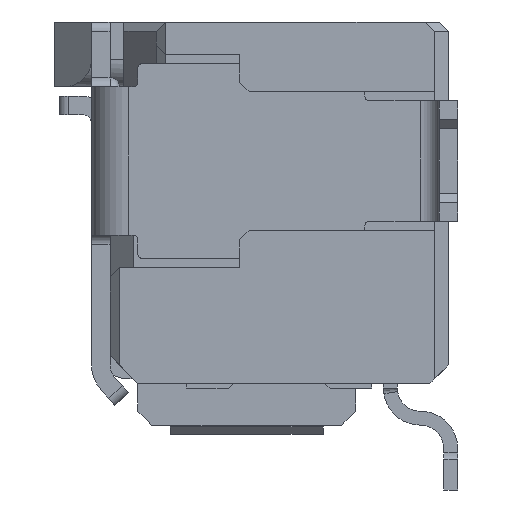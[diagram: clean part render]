
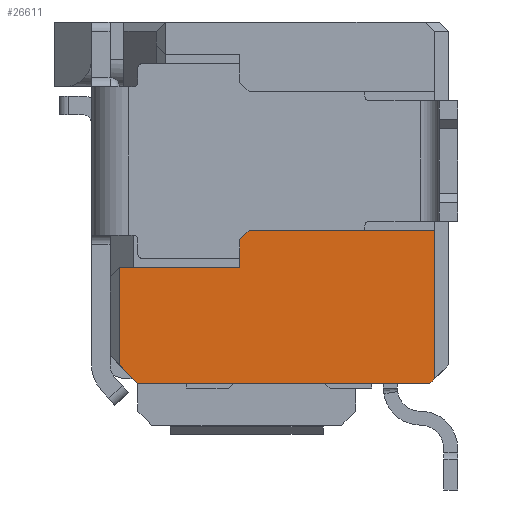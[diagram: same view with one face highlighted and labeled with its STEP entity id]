
A CAD part, left-side view. The second image highlights one B-rep face of the part: STEP entity #26611.
In plain terms, the highlighted planar face has unit normal (-1, 0, 0).
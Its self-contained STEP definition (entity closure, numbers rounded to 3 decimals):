
#5716 = CARTESIAN_POINT ( 'NONE',  ( -10.05, 3.55, 1.7 ) ) ;
#7320 = AXIS2_PLACEMENT_3D ( 'NONE', #12103, #12113, #12114 ) ;
#7798 = CARTESIAN_POINT ( 'NONE',  ( -10.05, 2.15, 2.1 ) ) ;
#7803 = CARTESIAN_POINT ( 'NONE',  ( -10.05, 3.55, 0.65 ) ) ;
#7804 = CARTESIAN_POINT ( 'NONE',  ( -10.05, 2.25, 1.7 ) ) ;
#7805 = CARTESIAN_POINT ( 'NONE',  ( -10.05, 2.25, 2. ) ) ;
#7806 = CARTESIAN_POINT ( 'NONE',  ( -10.05, 0.15, 2.1 ) ) ;
#7809 = CARTESIAN_POINT ( 'NONE',  ( -10.05, 0.15, 0.5 ) ) ;
#12103 = CARTESIAN_POINT ( 'NONE',  ( -10.05, 3.65, 4.35 ) ) ;
#12108 = PLANE ( 'NONE',  #7320 ) ;
#12113 = DIRECTION ( 'NONE',  ( -1., 0., 0. ) ) ;
#12114 = DIRECTION ( 'NONE',  ( 0., -1., 0. ) ) ;
#12935 = FACE_OUTER_BOUND ( 'NONE', #32680, .T. ) ;
#16099 = CARTESIAN_POINT ( 'NONE',  ( -10.05, 3.65, 1.7 ) ) ;
#16100 = DIRECTION ( 'NONE',  ( 0., 1., 0. ) ) ;
#16101 = CARTESIAN_POINT ( 'NONE',  ( -10.05, 0., 2.1 ) ) ;
#16104 = DIRECTION ( 'NONE',  ( 0., 1., 0. ) ) ;
#16105 = CARTESIAN_POINT ( 'NONE',  ( -10.05, 3.55, 0.75 ) ) ;
#16106 = DIRECTION ( 'NONE',  ( 0., 0., -1. ) ) ;
#16113 = CARTESIAN_POINT ( 'NONE',  ( -10.05, 2.25, 1.7 ) ) ;
#16114 = DIRECTION ( 'NONE',  ( 0., 0., -1. ) ) ;
#16115 = CARTESIAN_POINT ( 'NONE',  ( -10.05, 1.775, 2.475 ) ) ;
#16116 = DIRECTION ( 'NONE',  ( 0., 0.707, -0.707 ) ) ;
#16123 = CARTESIAN_POINT ( 'NONE',  ( -10.05, 0.15, 0.45 ) ) ;
#16124 = DIRECTION ( 'NONE',  ( 0., 0., 1. ) ) ;
#17102 = LINE ( 'NONE', #16101, #17163 ) ;
#17159 = LINE ( 'NONE', #16099, #17160 ) ;
#17160 = VECTOR ( 'NONE', #16100, 1000. ) ;
#17163 = VECTOR ( 'NONE', #16104, 1000. ) ;
#17165 = LINE ( 'NONE', #16105, #17166 ) ;
#17166 = VECTOR ( 'NONE', #16106, 1000. ) ;
#17173 = LINE ( 'NONE', #16113, #17174 ) ;
#17174 = VECTOR ( 'NONE', #16114, 1000. ) ;
#17175 = LINE ( 'NONE', #16115, #17176 ) ;
#17176 = VECTOR ( 'NONE', #16116, 1000. ) ;
#17183 = LINE ( 'NONE', #16123, #17184 ) ;
#17184 = VECTOR ( 'NONE', #16124, 1000. ) ;
#18392 = CARTESIAN_POINT ( 'NONE',  ( -10.05, 3.65, 0.75 ) ) ;
#18586 = CARTESIAN_POINT ( 'NONE',  ( -10.05, -0.025, 0.675 ) ) ;
#18587 = DIRECTION ( 'NONE',  ( 0., -0.707, 0.707 ) ) ;
#18601 = DIRECTION ( 'NONE',  ( 0., 0.707, 0.707 ) ) ;
#19037 = LINE ( 'NONE', #18392, #19248 ) ;
#19234 = LINE ( 'NONE', #18586, #19235 ) ;
#19235 = VECTOR ( 'NONE', #18587, 1000. ) ;
#19248 = VECTOR ( 'NONE', #18601, 1000. ) ;
#20280 = VERTEX_POINT ( 'NONE', #38739 ) ;
#20285 = VERTEX_POINT ( 'NONE', #38744 ) ;
#21276 = EDGE_CURVE ( 'NONE', #20285, #20280, #37937, .T. ) ;
#24375 = VERTEX_POINT ( 'NONE', #5716 ) ;
#25040 = VERTEX_POINT ( 'NONE', #7803 ) ;
#25041 = VERTEX_POINT ( 'NONE', #7804 ) ;
#25042 = VERTEX_POINT ( 'NONE', #7805 ) ;
#25043 = VERTEX_POINT ( 'NONE', #7798 ) ;
#25044 = VERTEX_POINT ( 'NONE', #7806 ) ;
#25047 = VERTEX_POINT ( 'NONE', #7809 ) ;
#26611 = ADVANCED_FACE ( 'NONE', ( #12935 ), #12108, .T. ) ;
#30520 = EDGE_CURVE ( 'NONE', #25041, #24375, #17159, .T. ) ;
#30522 = EDGE_CURVE ( 'NONE', #25044, #25043, #17102, .T. ) ;
#30523 = EDGE_CURVE ( 'NONE', #24375, #25040, #17165, .T. ) ;
#30527 = EDGE_CURVE ( 'NONE', #25042, #25041, #17173, .T. ) ;
#30528 = EDGE_CURVE ( 'NONE', #25043, #25042, #17175, .T. ) ;
#30532 = EDGE_CURVE ( 'NONE', #25047, #25044, #17183, .T. ) ;
#32680 = EDGE_LOOP ( 'NONE', ( #36470, #36471, #36472, #36473, #36474, #36475, #36476, #36477, #36478 ) ) ;
#33862 = EDGE_CURVE ( 'NONE', #20285, #25047, #19234, .T. ) ;
#33869 = EDGE_CURVE ( 'NONE', #20280, #25040, #19037, .T. ) ;
#34626 = CARTESIAN_POINT ( 'NONE',  ( -10.05, 1., 0.45 ) ) ;
#34632 = DIRECTION ( 'NONE',  ( 0., 1., 0. ) ) ;
#36470 = ORIENTED_EDGE ( 'NONE', *, *, #30522, .T. ) ;
#36471 = ORIENTED_EDGE ( 'NONE', *, *, #30528, .T. ) ;
#36472 = ORIENTED_EDGE ( 'NONE', *, *, #30527, .T. ) ;
#36473 = ORIENTED_EDGE ( 'NONE', *, *, #30520, .T. ) ;
#36474 = ORIENTED_EDGE ( 'NONE', *, *, #30523, .T. ) ;
#36475 = ORIENTED_EDGE ( 'NONE', *, *, #33869, .F. ) ;
#36476 = ORIENTED_EDGE ( 'NONE', *, *, #21276, .F. ) ;
#36477 = ORIENTED_EDGE ( 'NONE', *, *, #33862, .T. ) ;
#36478 = ORIENTED_EDGE ( 'NONE', *, *, #30532, .T. ) ;
#37937 = LINE ( 'NONE', #34626, #37944 ) ;
#37944 = VECTOR ( 'NONE', #34632, 1000. ) ;
#38739 = CARTESIAN_POINT ( 'NONE',  ( -10.05, 3.35, 0.45 ) ) ;
#38744 = CARTESIAN_POINT ( 'NONE',  ( -10.05, 0.2, 0.45 ) ) ;
